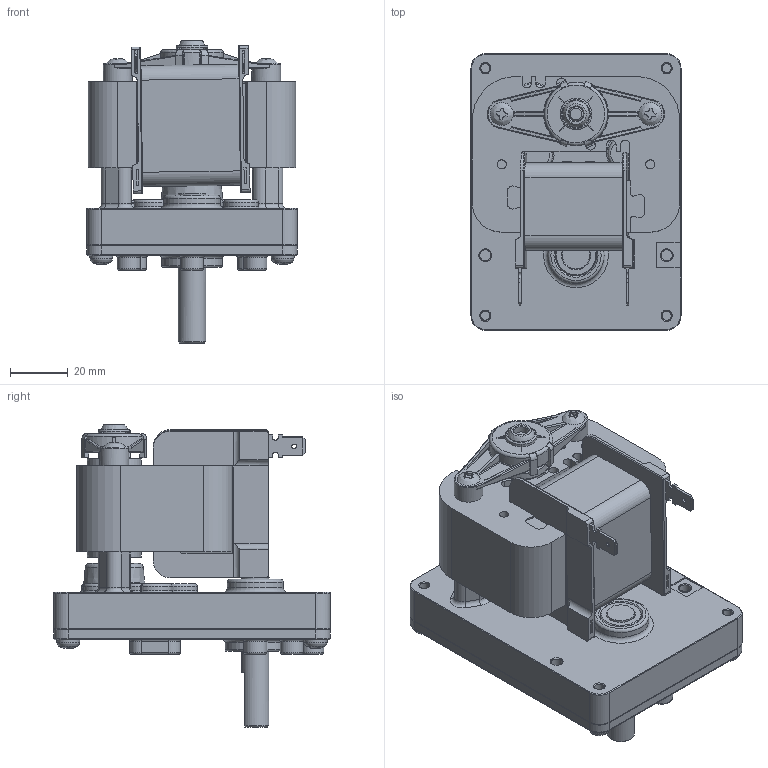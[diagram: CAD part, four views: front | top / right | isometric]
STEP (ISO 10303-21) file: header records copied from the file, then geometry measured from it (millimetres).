
FILE_DESCRIPTION((''),'2;1');
FILE_NAME('SQ SERIES.stp','2015-02-17T11:58:05',('leebh'),(''),'Autodesk Inventor 2013','Autodesk Inventor 2013','');
FILE_SCHEMA(('AUTOMOTIVE_DESIGN { 1 0 10303 214 1 1 1 1 }'));
Length unit declared in the file: millimetre
Products named in the file (1): 부품12
Bounding box: 73 x 96 x 105.1 mm (x, y, z)
Volume: 4893.3 mm3; surface area: 69339.9 mm2
Topology: 13 solids, 14 shells, 935 faces, 2306 edges, 1438 vertices
Faces by surface type: plane 398, cylinder 266, torus 121, cone 89, bspline 52, sphere 9
Full cylindrical faces by diameter (mm): 1.65 x2, 3.2 x2, 3.3 x6, 3.4 x5, 3.571 x4, 3.9 x2, 4 x12, 4.2 x2, 4.4 x4, 4.5 x1, 4.77 x1, 5 x3, 5.55 x2, 5.6 x2, 6 x1, 7 x1, 8 x6, 9.5 x1, 9.54 x2, 10 x2, 12 x1, 13 x1, 14.3 x3, 19.3 x1, 19.5 x2, 21 x1
Entity records: 28745 total; most frequent: CARTESIAN_POINT 7676, DIRECTION 4405, ORIENTED_EDGE 4166, EDGE_CURVE 2083, AXIS2_PLACEMENT_3D 1722, VERTEX_POINT 1393, EDGE_LOOP 1198, VECTOR 961
